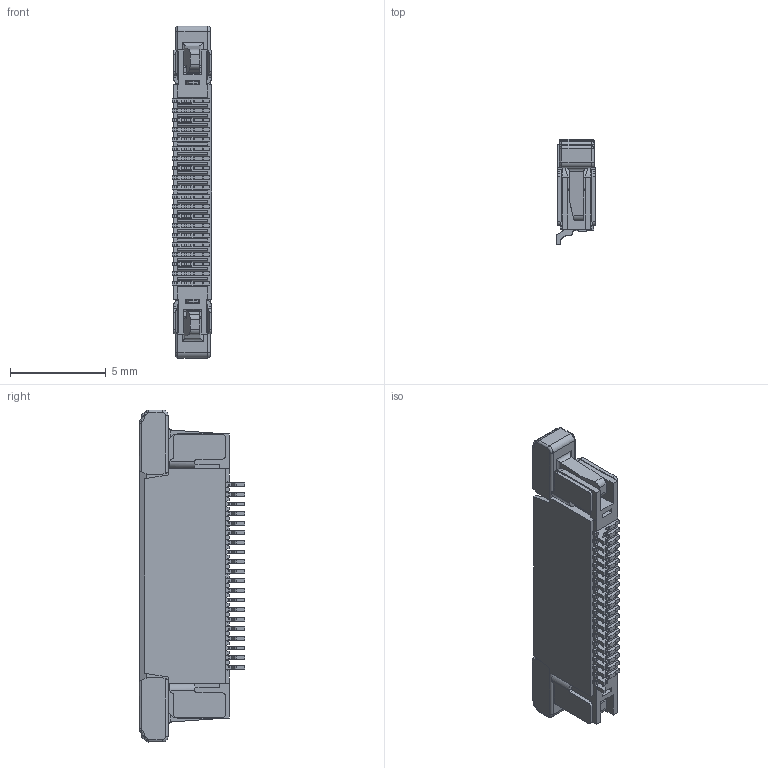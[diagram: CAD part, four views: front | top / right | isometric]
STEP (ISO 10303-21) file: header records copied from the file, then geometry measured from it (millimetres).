
FILE_DESCRIPTION((''),'2;1');
FILE_NAME('F32R_20PIN','2019-01-22T',('FEG12'),(''),'CREO PARAMETRIC BY PTC INC, 2014500','CREO PARAMETRIC BY PTC INC, 2014500','');
FILE_SCHEMA(('CONFIG_CONTROL_DESIGN'));
Length unit declared in the file: millimetre
Products named in the file (1): F32R_20PIN
Bounding box: 2.05 x 5.5 x 17.3 mm (x, y, z)
Volume: 112.6 mm3; surface area: 532 mm2
Topology: 1 solids, 1 shells, 1709 faces, 5029 edges, 3366 vertices
Faces by surface type: plane 1205, cylinder 472, torus 16, bspline 16
Entity records: 57267 total; most frequent: CARTESIAN_POINT 11162, ORIENTED_EDGE 9872, DIRECTION 9234, EDGE_CURVE 4936, VECTOR 3874, LINE 3874, VERTEX_POINT 3274, AXIS2_PLACEMENT_3D 2680
